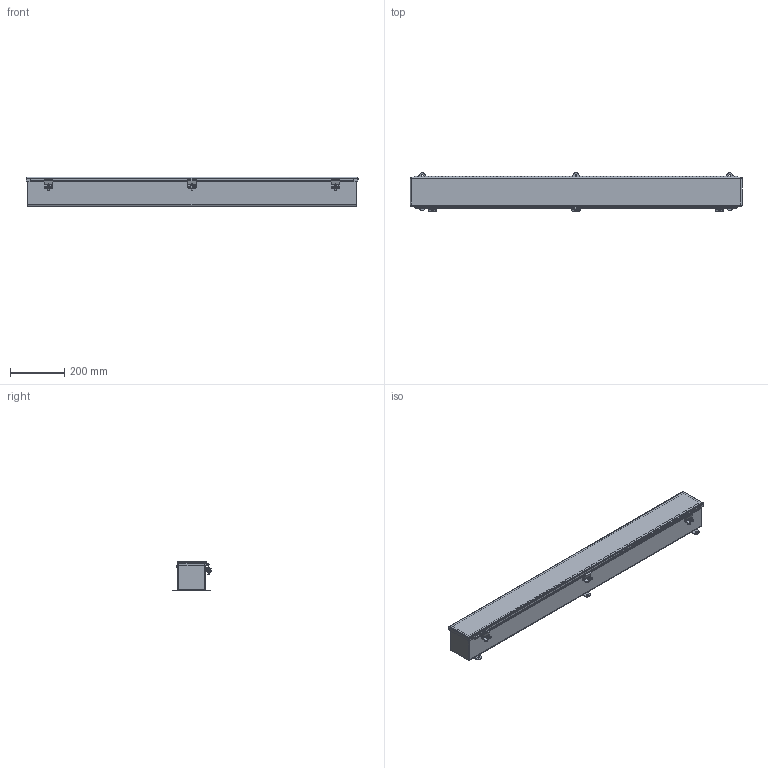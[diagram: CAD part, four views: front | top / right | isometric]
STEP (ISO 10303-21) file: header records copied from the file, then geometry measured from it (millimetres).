
FILE_DESCRIPTION (( 'STEP AP214' ), '1' );
FILE_NAME ('T4448CHSS.STEP', '2020-05-14T14:28:35', ( '' ), ( '' ), 'SwSTEP 2.0', 'SolidWorks 2019', '' );
FILE_SCHEMA (( 'AUTOMOTIVE_DESIGN' ));
Length unit declared in the file: inch
Products named in the file (1): T4448CHSS
Bounding box: 1227.14 x 142.2 x 109.77 mm (x, y, z)
Volume: 1336267.9 mm3; surface area: 1399434.9 mm2
Topology: 20 solids, 20 shells, 839 faces, 2304 edges, 1518 vertices
Faces by surface type: plane 503, cylinder 297, bspline 32, torus 4, cone 3
Full cylindrical faces by diameter (mm): 2.54 x1, 2.794 x12, 2.957 x94, 4.978 x3, 6.35 x3, 7.144 x6, 8.738 x3, 10.402 x3
Entity records: 38762 total; most frequent: CARTESIAN_POINT 6226, ORIENTED_EDGE 4296, DIRECTION 4272, EDGE_CURVE 2148, VERTEX_POINT 1506, LINE 1476, VECTOR 1476, AXIS2_PLACEMENT_3D 1398
